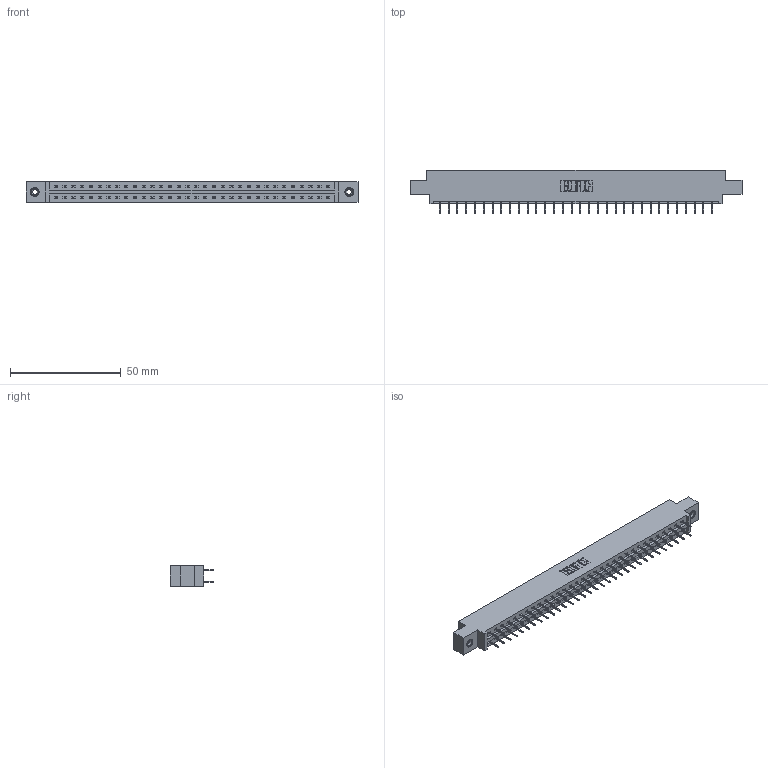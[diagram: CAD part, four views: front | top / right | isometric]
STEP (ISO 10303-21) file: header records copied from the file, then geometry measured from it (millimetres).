
FILE_DESCRIPTION (( 'STEP AP203' ), '1' );
FILE_NAME ('387-064-524-808.STEP', '2019-10-19T16:33:56', ( '' ), ( '' ), 'SwSTEP 2.0', 'SolidWorks 2016', '' );
FILE_SCHEMA (( 'CONFIG_CONTROL_DESIGN' ));
Length unit declared in the file: inch
Products named in the file (4): 345-292-001_345-293-124; 337 Part_0.170 Offset - 0.156 Dia-TI; 387-064-524-808; 345-250-001_345-250-003-102
Assembly tree (67 placements, depth 2):
  387-064-524-808
    337 Part_0.170 Offset - 0.156 Dia-TI
    345-292-001_345-293-124  x64
    345-250-001_345-250-003-102  x2
Bounding box: 149.81 x 19.69 x 9.4 mm (x, y, z)
Volume: 15434.1 mm3; surface area: 17182.9 mm2
Topology: 67 solids, 67 shells, 3890 faces, 11019 edges, 7082 vertices
Faces by surface type: plane 2922, cylinder 952, cone 12, torus 4
Entity records: 27496 total; most frequent: CARTESIAN_POINT 4621, ORIENTED_EDGE 4550, DIRECTION 3981, EDGE_CURVE 2275, LINE 2131, VECTOR 2131, VERTEX_POINT 1508, AXIS2_PLACEMENT_3D 925
